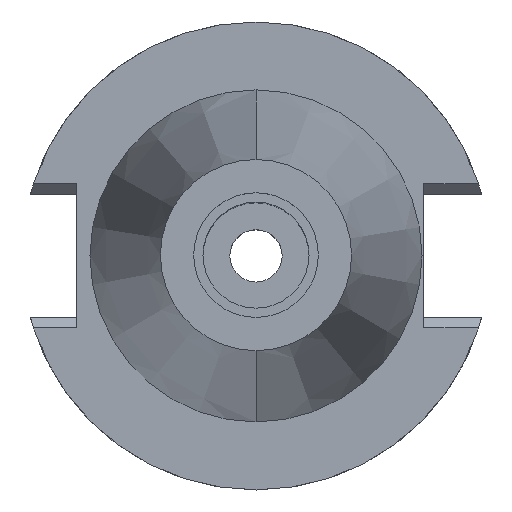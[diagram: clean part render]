
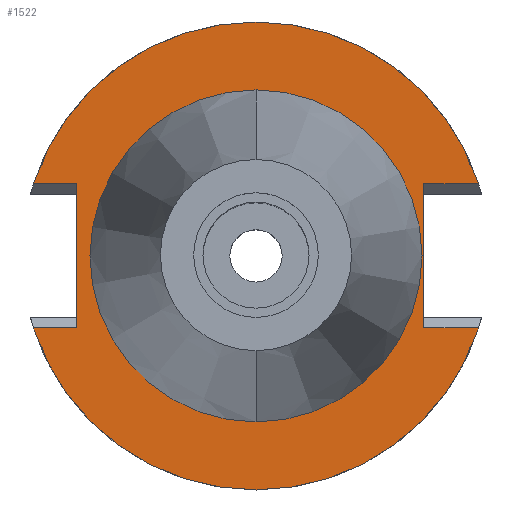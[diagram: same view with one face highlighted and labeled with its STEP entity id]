
A CAD part, top view. The second image highlights one B-rep face of the part: STEP entity #1522.
In plain terms, the highlighted planar face has unit normal (0, 0, 1).
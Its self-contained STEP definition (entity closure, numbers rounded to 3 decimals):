
#94=DIRECTION('',(0.,-1.,0.));
#95=VECTOR('',#94,30.31);
#96=CARTESIAN_POINT('',(35.27,15.155,-1.5));
#97=LINE('',#96,#95);
#101=DIRECTION('',(1.,0.,0.));
#102=VECTOR('',#101,11.551);
#103=CARTESIAN_POINT('',(35.27,-15.155,-1.5));
#104=LINE('',#103,#102);
#108=CARTESIAN_POINT('',(0.,0.,-1.5));
#109=DIRECTION('',(0.,0.,-1.));
#110=DIRECTION('',(0.951,-0.308,0.));
#111=AXIS2_PLACEMENT_3D('',#108,#109,#110);
#116=CARTESIAN_POINT('',(0.,0.,-1.5));
#117=DIRECTION('',(0.,0.,-1.));
#118=DIRECTION('',(0.,-1.,0.));
#119=AXIS2_PLACEMENT_3D('',#116,#117,#118);
#124=DIRECTION('',(0.,1.,0.));
#125=VECTOR('',#124,30.31);
#126=CARTESIAN_POINT('',(-37.68,-15.155,-1.5));
#127=LINE('',#126,#125);
#131=DIRECTION('',(-1.,0.,0.));
#132=VECTOR('',#131,9.141);
#133=CARTESIAN_POINT('',(-37.68,15.155,-1.5));
#134=LINE('',#133,#132);
#138=CARTESIAN_POINT('',(0.,0.,-1.5));
#139=DIRECTION('',(0.,0.,-1.));
#140=DIRECTION('',(-0.951,0.308,0.));
#141=AXIS2_PLACEMENT_3D('',#138,#139,#140);
#146=CARTESIAN_POINT('',(0.,0.,-1.5));
#147=DIRECTION('',(0.,0.,-1.));
#148=DIRECTION('',(0.,1.,0.));
#149=AXIS2_PLACEMENT_3D('',#146,#147,#148);
#154=CARTESIAN_POINT('',(0.,0.,-1.5));
#155=DIRECTION('',(0.,0.,1.));
#156=DIRECTION('',(0.,-1.,0.));
#157=AXIS2_PLACEMENT_3D('',#154,#155,#156);
#162=CARTESIAN_POINT('',(0.,0.,-1.5));
#163=DIRECTION('',(0.,0.,1.));
#164=DIRECTION('',(0.,1.,0.));
#165=AXIS2_PLACEMENT_3D('',#162,#163,#164);
#289=DIRECTION('',(1.,0.,0.));
#290=VECTOR('',#289,11.551);
#291=CARTESIAN_POINT('',(35.27,15.155,-1.5));
#292=LINE('',#291,#290);
#576=DIRECTION('',(-1.,0.,0.));
#577=VECTOR('',#576,9.141);
#578=CARTESIAN_POINT('',(-37.68,-15.155,-1.5));
#579=LINE('',#578,#577);
#1224=CARTESIAN_POINT('',(0.,34.925,-1.5));
#1225=VERTEX_POINT('',#1224);
#1226=CARTESIAN_POINT('',(0.,-34.925,-1.5));
#1227=VERTEX_POINT('',#1226);
#1228=CARTESIAN_POINT('',(35.27,15.155,-1.5));
#1229=CARTESIAN_POINT('',(35.27,-15.155,-1.5));
#1230=VERTEX_POINT('',#1228);
#1231=VERTEX_POINT('',#1229);
#1232=CARTESIAN_POINT('',(46.821,-15.155,-1.5));
#1233=VERTEX_POINT('',#1232);
#1234=CARTESIAN_POINT('',(0.,-49.213,-1.5));
#1235=CARTESIAN_POINT('',(-46.821,-15.155,-1.5));
#1236=VERTEX_POINT('',#1234);
#1237=VERTEX_POINT('',#1235);
#1238=CARTESIAN_POINT('',(-37.68,-15.155,-1.5));
#1239=VERTEX_POINT('',#1238);
#1240=CARTESIAN_POINT('',(-37.68,15.155,-1.5));
#1241=VERTEX_POINT('',#1240);
#1242=CARTESIAN_POINT('',(-46.821,15.155,-1.5));
#1243=VERTEX_POINT('',#1242);
#1244=CARTESIAN_POINT('',(0.,49.213,-1.5));
#1245=CARTESIAN_POINT('',(46.821,15.155,-1.5));
#1246=VERTEX_POINT('',#1244);
#1247=VERTEX_POINT('',#1245);
#1491=CARTESIAN_POINT('',(0.,0.,-1.5));
#1492=DIRECTION('',(0.,0.,1.));
#1493=DIRECTION('',(0.,1.,0.));
#1494=AXIS2_PLACEMENT_3D('',#1491,#1492,#1493);
#1495=PLANE('',#1494);
#1497=ORIENTED_EDGE('',*,*,#1496,.T.);
#1499=ORIENTED_EDGE('',*,*,#1498,.T.);
#1501=ORIENTED_EDGE('',*,*,#1500,.T.);
#1503=ORIENTED_EDGE('',*,*,#1502,.T.);
#1505=ORIENTED_EDGE('',*,*,#1504,.F.);
#1507=ORIENTED_EDGE('',*,*,#1506,.T.);
#1509=ORIENTED_EDGE('',*,*,#1508,.T.);
#1511=ORIENTED_EDGE('',*,*,#1510,.T.);
#1513=ORIENTED_EDGE('',*,*,#1512,.T.);
#1515=ORIENTED_EDGE('',*,*,#1514,.F.);
#1516=EDGE_LOOP('',(#1497,#1499,#1501,#1503,#1505,#1507,#1509,#1511,#1513,
#1515));
#1517=FACE_OUTER_BOUND('',#1516,.F.);
#1518=ORIENTED_EDGE('',*,*,#1470,.T.);
#1519=ORIENTED_EDGE('',*,*,#1486,.T.);
#1520=EDGE_LOOP('',(#1518,#1519));
#1521=FACE_BOUND('',#1520,.F.);
#112=CIRCLE('',#111,49.213);
#120=CIRCLE('',#119,49.213);
#142=CIRCLE('',#141,49.213);
#150=CIRCLE('',#149,49.213);
#158=CIRCLE('',#157,34.925);
#166=CIRCLE('',#165,34.925);
#1470=EDGE_CURVE('',#1227,#1225,#158,.T.);
#1486=EDGE_CURVE('',#1225,#1227,#166,.T.);
#1496=EDGE_CURVE('',#1230,#1231,#97,.T.);
#1498=EDGE_CURVE('',#1231,#1233,#104,.T.);
#1500=EDGE_CURVE('',#1233,#1236,#112,.T.);
#1502=EDGE_CURVE('',#1236,#1237,#120,.T.);
#1504=EDGE_CURVE('',#1239,#1237,#579,.T.);
#1506=EDGE_CURVE('',#1239,#1241,#127,.T.);
#1508=EDGE_CURVE('',#1241,#1243,#134,.T.);
#1510=EDGE_CURVE('',#1243,#1246,#142,.T.);
#1512=EDGE_CURVE('',#1246,#1247,#150,.T.);
#1514=EDGE_CURVE('',#1230,#1247,#292,.T.);
#1522=ADVANCED_FACE('',(#1517,#1521),#1495,.T.);
